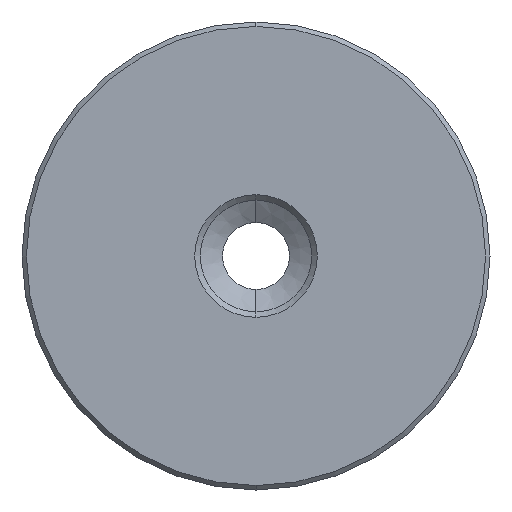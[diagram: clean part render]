
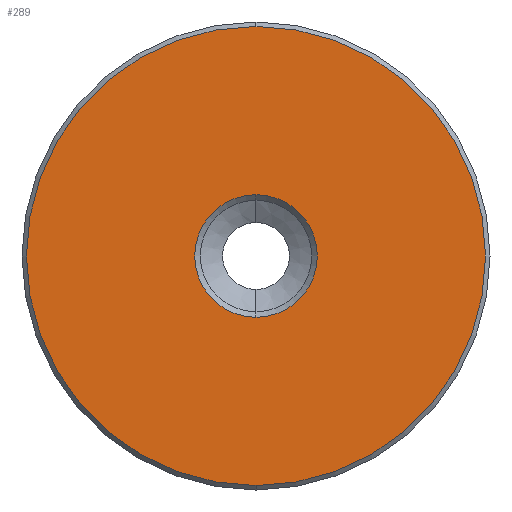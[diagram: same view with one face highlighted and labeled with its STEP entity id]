
A CAD part, left-side view. The second image highlights one B-rep face of the part: STEP entity #289.
In plain terms, the highlighted planar face has unit normal (-1, 0, 0).
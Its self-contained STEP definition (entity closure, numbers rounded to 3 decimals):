
#10 = CIRCLE ( 'NONE', #239, 2.75 ) ;
#14 = CIRCLE ( 'NONE', #304, 10.3 ) ;
#55 = ORIENTED_EDGE ( 'NONE', *, *, #697, .T. ) ;
#134 = DIRECTION ( 'NONE',  ( -1., 0., 0. ) ) ;
#165 = DIRECTION ( 'NONE',  ( -1., 0., 0. ) ) ;
#193 = CARTESIAN_POINT ( 'NONE',  ( 64.8, -0.5, 0. ) ) ;
#239 = AXIS2_PLACEMENT_3D ( 'NONE', #193, #834, #713 ) ;
#240 = VERTEX_POINT ( 'NONE', #1297 ) ;
#255 = CARTESIAN_POINT ( 'NONE',  ( 64.8, -0.5, 2.75 ) ) ;
#271 = EDGE_LOOP ( 'NONE', ( #825, #55 ) ) ;
#289 = ADVANCED_FACE ( 'NONE', ( #545, #686 ), #1234, .T. ) ;
#301 = DIRECTION ( 'NONE',  ( 0., -1., 0. ) ) ;
#304 = AXIS2_PLACEMENT_3D ( 'NONE', #1379, #1390, #313 ) ;
#313 = DIRECTION ( 'NONE',  ( 0., -1., 0. ) ) ;
#323 = CARTESIAN_POINT ( 'NONE',  ( 64.8, -0.5, -10.3 ) ) ;
#329 = CIRCLE ( 'NONE', #1651, 10.3 ) ;
#399 = EDGE_LOOP ( 'NONE', ( #1382, #732 ) ) ;
#512 = CIRCLE ( 'NONE', #899, 2.75 ) ;
#515 = VERTEX_POINT ( 'NONE', #255 ) ;
#545 = FACE_OUTER_BOUND ( 'NONE', #271, .T. ) ;
#652 = DIRECTION ( 'NONE',  ( 0., -1., 0. ) ) ;
#666 = DIRECTION ( 'NONE',  ( -1., 0., 0. ) ) ;
#686 = FACE_BOUND ( 'NONE', #399, .T. ) ;
#697 = EDGE_CURVE ( 'NONE', #1007, #1295, #14, .T. ) ;
#713 = DIRECTION ( 'NONE',  ( 0., 0., 1. ) ) ;
#732 = ORIENTED_EDGE ( 'NONE', *, *, #1384, .F. ) ;
#795 = DIRECTION ( 'NONE',  ( 0., 0., 1. ) ) ;
#825 = ORIENTED_EDGE ( 'NONE', *, *, #851, .T. ) ;
#834 = DIRECTION ( 'NONE',  ( -1., 0., 0. ) ) ;
#851 = EDGE_CURVE ( 'NONE', #1295, #1007, #329, .T. ) ;
#899 = AXIS2_PLACEMENT_3D ( 'NONE', #1226, #666, #795 ) ;
#965 = CARTESIAN_POINT ( 'NONE',  ( 64.8, -11., 0. ) ) ;
#1007 = VERTEX_POINT ( 'NONE', #1019 ) ;
#1019 = CARTESIAN_POINT ( 'NONE',  ( 64.8, -0.5, 10.3 ) ) ;
#1054 = CARTESIAN_POINT ( 'NONE',  ( 64.8, -0.5, 0. ) ) ;
#1226 = CARTESIAN_POINT ( 'NONE',  ( 64.8, -0.5, 0. ) ) ;
#1234 = PLANE ( 'NONE',  #1562 ) ;
#1295 = VERTEX_POINT ( 'NONE', #323 ) ;
#1297 = CARTESIAN_POINT ( 'NONE',  ( 64.8, -0.5, -2.75 ) ) ;
#1346 = EDGE_CURVE ( 'NONE', #515, #240, #10, .T. ) ;
#1379 = CARTESIAN_POINT ( 'NONE',  ( 64.8, -0.5, 0. ) ) ;
#1382 = ORIENTED_EDGE ( 'NONE', *, *, #1346, .F. ) ;
#1384 = EDGE_CURVE ( 'NONE', #240, #515, #512, .T. ) ;
#1390 = DIRECTION ( 'NONE',  ( -1., 0., 0. ) ) ;
#1562 = AXIS2_PLACEMENT_3D ( 'NONE', #965, #165, #301 ) ;
#1651 = AXIS2_PLACEMENT_3D ( 'NONE', #1054, #134, #652 ) ;
